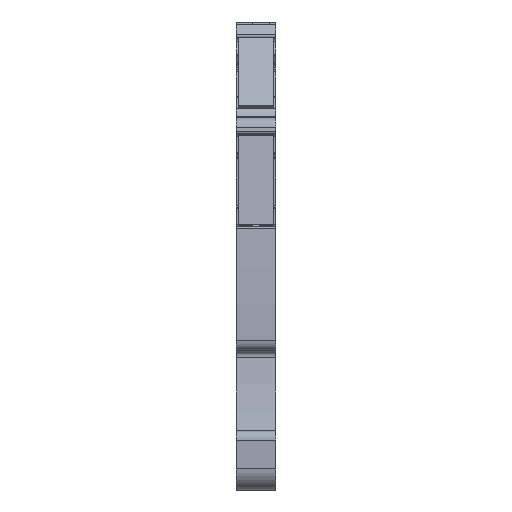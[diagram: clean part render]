
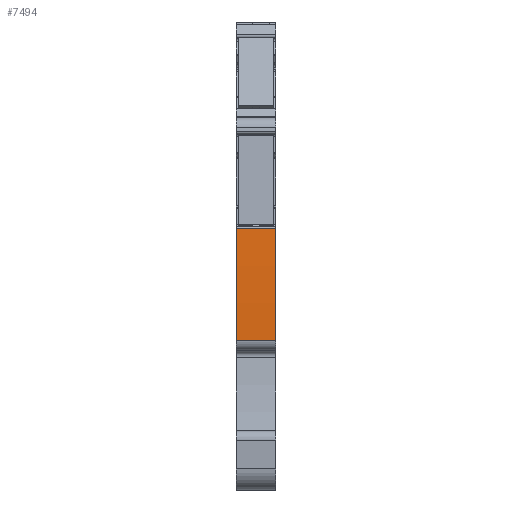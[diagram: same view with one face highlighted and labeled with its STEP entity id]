
A CAD part, front view. The second image highlights one B-rep face of the part: STEP entity #7494.
In plain terms, the highlighted cylindrical face has radius 122.822 mm (diameter 245.644 mm), a partial arc.
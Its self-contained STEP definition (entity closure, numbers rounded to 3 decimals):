
#2101=AXIS2_PLACEMENT_3D('Circle Axis2P3D',#2099,#2100,$) ;
#2108=AXIS2_PLACEMENT_3D('Circle Axis2P3D',#2106,#2107,$) ;
#3325=AXIS2_PLACEMENT_3D('Circle Axis2P3D',#3323,#3324,$) ;
#3332=AXIS2_PLACEMENT_3D('Circle Axis2P3D',#3330,#3331,$) ;
#6905=AXIS2_PLACEMENT_3D('Cylinder Axis2P3D',#6902,#6903,#6904) ;
#2096=CARTESIAN_POINT('Vertex',(0.,1.529,13.42)) ;
#2099=CARTESIAN_POINT('Axis2P3D Location',(0.,2.529,13.45)) ;
#2103=CARTESIAN_POINT('Vertex',(0.,1.528,13.45)) ;
#2106=CARTESIAN_POINT('Axis2P3D Location',(0.,124.298,17.05)) ;
#2110=CARTESIAN_POINT('Vertex',(0.,1.64,23.414)) ;
#3320=CARTESIAN_POINT('Vertex',(3.5,1.64,23.414)) ;
#3323=CARTESIAN_POINT('Axis2P3D Location',(3.5,124.298,17.05)) ;
#3327=CARTESIAN_POINT('Vertex',(3.5,1.528,13.45)) ;
#3330=CARTESIAN_POINT('Axis2P3D Location',(3.5,2.529,13.45)) ;
#3334=CARTESIAN_POINT('Vertex',(3.5,1.529,13.42)) ;
#6902=CARTESIAN_POINT('Axis2P3D Location',(1.75,124.298,17.05)) ;
#7469=CARTESIAN_POINT('Line Origine',(-2.25,1.64,23.414)) ;
#7481=CARTESIAN_POINT('Line Origine',(1.75,1.529,13.42)) ;
#2100=DIRECTION('Axis2P3D Direction',(1.,0.,0.)) ;
#2107=DIRECTION('Axis2P3D Direction',(1.,0.,0.)) ;
#3324=DIRECTION('Axis2P3D Direction',(1.,0.,0.)) ;
#3331=DIRECTION('Axis2P3D Direction',(1.,0.,0.)) ;
#6903=DIRECTION('Axis2P3D Direction',(1.,0.,0.)) ;
#6904=DIRECTION('Axis2P3D XDirection',(0.,-0.992,0.126)) ;
#7470=DIRECTION('Vector Direction',(1.,0.,0.)) ;
#7482=DIRECTION('Vector Direction',(1.,0.,0.)) ;
#7471=VECTOR('Line Direction',#7470,1.) ;
#7483=VECTOR('Line Direction',#7482,1.) ;
#7487=ORIENTED_EDGE('',*,*,#2112,.T.) ;
#7488=ORIENTED_EDGE('',*,*,#2105,.T.) ;
#7489=ORIENTED_EDGE('',*,*,#7485,.T.) ;
#7490=ORIENTED_EDGE('',*,*,#3336,.F.) ;
#7491=ORIENTED_EDGE('',*,*,#3329,.F.) ;
#7492=ORIENTED_EDGE('',*,*,#7473,.F.) ;
#7494=ADVANCED_FACE('MLD_AIO21_1.5_SO.1',(#7493),#6906,.T.) ;
#2102=CIRCLE('generated circle',#2101,1.) ;
#2109=CIRCLE('generated circle',#2108,122.822) ;
#3326=CIRCLE('generated circle',#3325,122.822) ;
#3333=CIRCLE('generated circle',#3332,1.) ;
#6906=CYLINDRICAL_SURFACE('generated cylinder',#6905,122.822) ;
#2105=EDGE_CURVE('',#2104,#2097,#2102,.T.) ;
#2112=EDGE_CURVE('',#2111,#2104,#2109,.T.) ;
#3329=EDGE_CURVE('',#3321,#3328,#3326,.T.) ;
#3336=EDGE_CURVE('',#3328,#3335,#3333,.T.) ;
#7473=EDGE_CURVE('',#2111,#3321,#7472,.T.) ;
#7485=EDGE_CURVE('',#2097,#3335,#7484,.T.) ;
#7486=EDGE_LOOP('',(#7487,#7488,#7489,#7490,#7491,#7492)) ;
#7493=FACE_OUTER_BOUND('',#7486,.T.) ;
#7472=LINE('Line',#7469,#7471) ;
#7484=LINE('Line',#7481,#7483) ;
#2097=VERTEX_POINT('',#2096) ;
#2104=VERTEX_POINT('',#2103) ;
#2111=VERTEX_POINT('',#2110) ;
#3321=VERTEX_POINT('',#3320) ;
#3328=VERTEX_POINT('',#3327) ;
#3335=VERTEX_POINT('',#3334) ;
